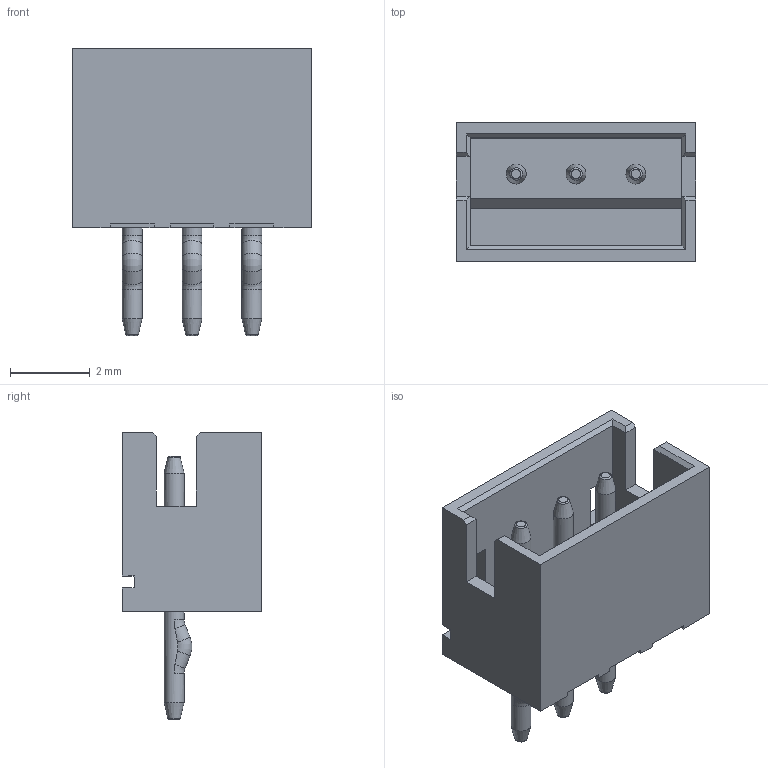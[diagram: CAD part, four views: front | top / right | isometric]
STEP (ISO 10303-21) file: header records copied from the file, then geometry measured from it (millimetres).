
FILE_DESCRIPTION(/* description */ ('Unknown'),/* implementation_level */ '2;1');
FILE_NAME(/* name */ 'J_Wurth_WR-WTB_64800311622',/* time_stamp */ '2025-05-27T17:17:08+08:00',/* author */ ('Unknown'),/* organization */ ('Unknown'),/* preprocessor_version */ 'ST-DEVELOPER v19.4',/* originating_system */ 'Solid Edge',/* authorisation */ 'Unknown');
FILE_SCHEMA (('AUTOMOTIVE_DESIGN {1 0 10303 214 3 1 1}'));
Length unit declared in the file: millimetre
Products named in the file (2): J_Wurth_WR-WTB_64800311622
Assembly tree (1 placements, depth 2):
  J_Wurth_WR-WTB_64800311622
    J_Wurth_WR-WTB_64800311622
Bounding box: 6 x 3.5 x 7.2 mm (x, y, z)
Volume: 49.8 mm3; surface area: 200.1 mm2
Topology: 1 solids, 1 shells, 108 faces, 307 edges, 207 vertices
Faces by surface type: plane 72, torus 15, cylinder 15, cone 6
Full cylindrical faces by diameter (mm): 0.5 x6
Entity records: 4188 total; most frequent: CARTESIAN_POINT 753, ORIENTED_EDGE 560, DIRECTION 506, EDGE_CURVE 280, VERTEX_POINT 204, LINE 184, VECTOR 184, AXIS2_PLACEMENT_3D 161
